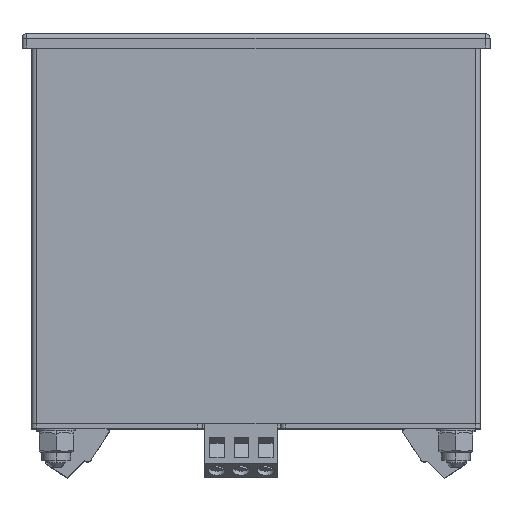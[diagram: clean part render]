
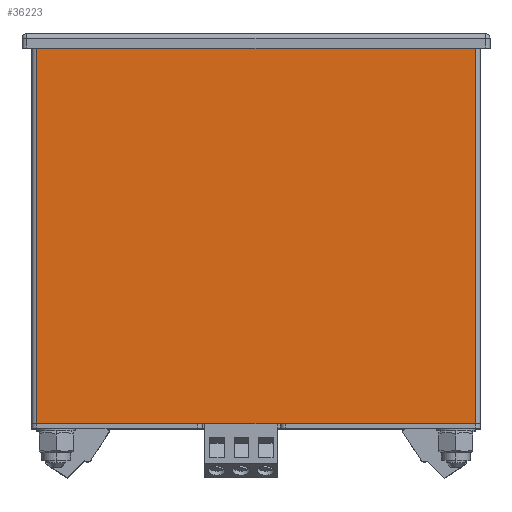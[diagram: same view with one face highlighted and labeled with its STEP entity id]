
A CAD part, top view. The second image highlights one B-rep face of the part: STEP entity #36223.
In plain terms, the highlighted planar face has unit normal (0, 0, 1).
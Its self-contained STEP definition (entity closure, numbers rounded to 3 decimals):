
#36106=CARTESIAN_POINT('',(45.,0.,46.));
#36107=VERTEX_POINT('',#36106);
#36108=CARTESIAN_POINT('',(-45.,0.,46.));
#36109=VERTEX_POINT('',#36108);
#36110=CARTESIAN_POINT('',(45.,0.,46.));
#36111=DIRECTION('',(-1.,0.,0.));
#36112=VECTOR('',#36111,90.);
#36113=LINE('',#36110,#36112);
#36114=EDGE_CURVE('',#36107,#36109,#36113,.T.);
#36193=CARTESIAN_POINT('',(46.,-77.,46.));
#36194=DIRECTION('',(0.,0.,-1.));
#36195=DIRECTION('',(-1.,0.,0.));
#36196=AXIS2_PLACEMENT_3D('',#36193,#36194,#36195);
#36197=PLANE('',#36196);
#36198=CARTESIAN_POINT('',(45.,-77.,46.));
#36199=VERTEX_POINT('',#36198);
#36200=CARTESIAN_POINT('',(-45.,-77.,46.));
#36201=VERTEX_POINT('',#36200);
#36202=CARTESIAN_POINT('',(45.,-77.,46.));
#36203=DIRECTION('',(-1.,0.,0.));
#36204=VECTOR('',#36203,90.);
#36205=LINE('',#36202,#36204);
#36206=EDGE_CURVE('',#36199,#36201,#36205,.T.);
#36207=ORIENTED_EDGE('',*,*,#36206,.F.);
#36208=CARTESIAN_POINT('',(45.,-77.,46.));
#36209=DIRECTION('',(0.,1.,0.));
#36210=VECTOR('',#36209,77.);
#36211=LINE('',#36208,#36210);
#36212=EDGE_CURVE('',#36199,#36107,#36211,.T.);
#36213=ORIENTED_EDGE('',*,*,#36212,.T.);
#36214=ORIENTED_EDGE('',*,*,#36114,.T.);
#36215=CARTESIAN_POINT('',(-45.,0.,46.));
#36216=DIRECTION('',(-0.,-1.,-0.));
#36217=VECTOR('',#36216,77.);
#36218=LINE('',#36215,#36217);
#36219=EDGE_CURVE('',#36109,#36201,#36218,.T.);
#36220=ORIENTED_EDGE('',*,*,#36219,.T.);
#36221=EDGE_LOOP('',(#36207,#36213,#36214,#36220));
#36222=FACE_BOUND('',#36221,.T.);
#36223=ADVANCED_FACE('',(#36222),#36197,.F.);
